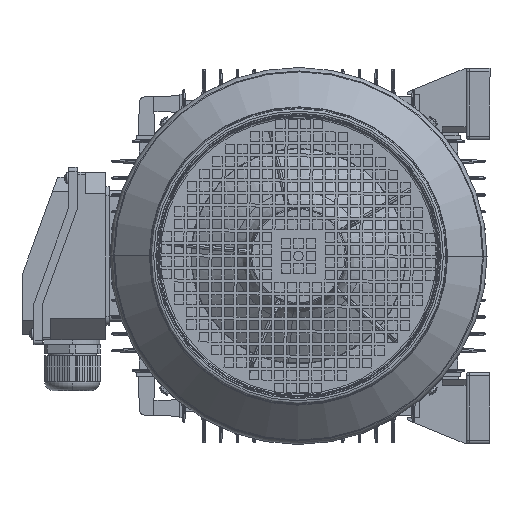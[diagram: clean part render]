
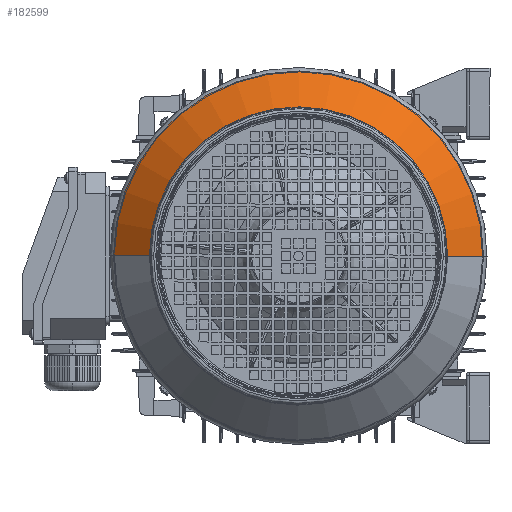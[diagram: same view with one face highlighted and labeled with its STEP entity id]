
A CAD part, left-side view. The second image highlights one B-rep face of the part: STEP entity #182599.
In plain terms, the highlighted conical face has half-angle 45 degrees and reference radius 124.586 mm.
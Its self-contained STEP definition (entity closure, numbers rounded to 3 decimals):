
#72420 = DIRECTION ( 'NONE',  ( -0.707, 0., -0.707 ) ) ;
#72422 = VECTOR ( 'NONE', #72420, 1000. ) ;
#72426 = CARTESIAN_POINT ( 'NONE',  ( 161.414, 0., -124.586 ) ) ;
#72428 = LINE ( 'NONE', #72426, #72422 ) ;
#72522 = DIRECTION ( 'NONE',  ( -1., 0., 0. ) ) ;
#72524 = CARTESIAN_POINT ( 'NONE',  ( 161.414, 0., 0. ) ) ;
#72525 = AXIS2_PLACEMENT_3D ( 'NONE', #72524, #72522, #72716 ) ;
#72544 = CIRCLE ( 'NONE', #72525, 124.586 ) ;
#72584 = DIRECTION ( 'NONE',  ( -0.707, 0., 0.707 ) ) ;
#72586 = VECTOR ( 'NONE', #72584, 1000. ) ;
#72587 = CARTESIAN_POINT ( 'NONE',  ( 161.414, 0., 124.586 ) ) ;
#72589 = LINE ( 'NONE', #72587, #72586 ) ;
#72593 = CARTESIAN_POINT ( 'NONE',  ( 131.429, 0., 154.571 ) ) ;
#72612 = CARTESIAN_POINT ( 'NONE',  ( 131.429, 0., -154.571 ) ) ;
#72711 = CARTESIAN_POINT ( 'NONE',  ( 161.414, 0., 124.586 ) ) ;
#72713 = CARTESIAN_POINT ( 'NONE',  ( 161.414, 0., -124.586 ) ) ;
#72716 = DIRECTION ( 'NONE',  ( 0., 0., 1. ) ) ;
#139521 = DIRECTION ( 'NONE',  ( 0., 0., 1. ) ) ;
#139523 = DIRECTION ( 'NONE',  ( -1., 0., 0. ) ) ;
#139525 = CARTESIAN_POINT ( 'NONE',  ( 131.429, 0., 0. ) ) ;
#139527 = AXIS2_PLACEMENT_3D ( 'NONE', #139525, #139523, #139521 ) ;
#139547 = CIRCLE ( 'NONE', #139527, 154.571 ) ;
#139714 = DIRECTION ( 'NONE',  ( 0., 0., 1. ) ) ;
#139715 = DIRECTION ( 'NONE',  ( -1., 0., 0. ) ) ;
#139717 = AXIS2_PLACEMENT_3D ( 'NONE', #139725, #139715, #139714 ) ;
#139725 = CARTESIAN_POINT ( 'NONE',  ( 161.414, 0., 0. ) ) ;
#139726 = CONICAL_SURFACE ( 'NONE', #139717, 124.586, 0.785 ) ;
#139730 = FACE_OUTER_BOUND ( 'NONE', #182600, .T. ) ;
#157783 = EDGE_CURVE ( 'NONE', #157832, #157785, #72428, .T. ) ;
#157785 = VERTEX_POINT ( 'NONE', #72612 ) ;
#157793 = VERTEX_POINT ( 'NONE', #72593 ) ;
#157798 = EDGE_CURVE ( 'NONE', #157836, #157793, #72589, .T. ) ;
#157828 = EDGE_CURVE ( 'NONE', #157832, #157836, #72544, .T. ) ;
#157832 = VERTEX_POINT ( 'NONE', #72713 ) ;
#157836 = VERTEX_POINT ( 'NONE', #72711 ) ;
#182595 = EDGE_CURVE ( 'NONE', #157785, #157793, #139547, .T. ) ;
#182599 = ADVANCED_FACE ( 'NONE', ( #139730 ), #139726, .T. ) ;
#182600 = EDGE_LOOP ( 'NONE', ( #182601, #182602, #182603, #182660 ) ) ;
#182601 = ORIENTED_EDGE ( 'NONE', *, *, #157783, .F. ) ;
#182602 = ORIENTED_EDGE ( 'NONE', *, *, #157828, .T. ) ;
#182603 = ORIENTED_EDGE ( 'NONE', *, *, #157798, .T. ) ;
#182660 = ORIENTED_EDGE ( 'NONE', *, *, #182595, .F. ) ;
